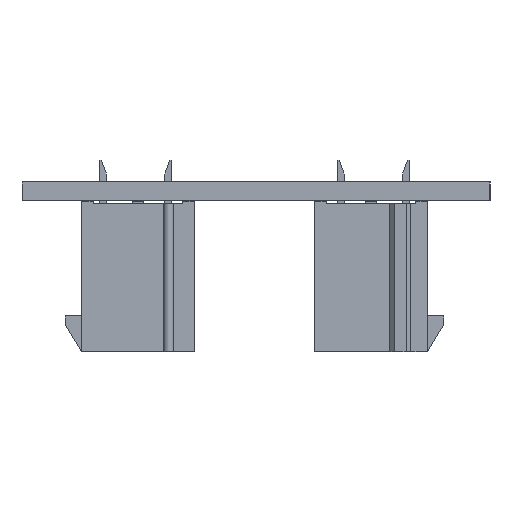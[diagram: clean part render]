
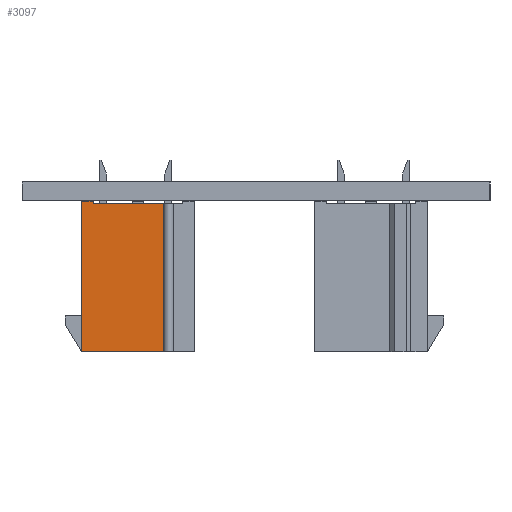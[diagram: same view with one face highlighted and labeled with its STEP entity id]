
A CAD part, left-side view. The second image highlights one B-rep face of the part: STEP entity #3097.
In plain terms, the highlighted face is planar.
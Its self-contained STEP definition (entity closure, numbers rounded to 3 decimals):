
#414 = PLANE('',#415);
#415 = AXIS2_PLACEMENT_3D('',#416,#417,#418);
#416 = CARTESIAN_POINT('',(-4.8,0.,-4.8));
#417 = DIRECTION('',(0.,0.,-1.));
#418 = DIRECTION('',(0.,-1.,0.));
#510 = PLANE('',#511);
#511 = AXIS2_PLACEMENT_3D('',#512,#513,#514);
#512 = CARTESIAN_POINT('',(-4.8,12.8,-4.8));
#513 = DIRECTION('',(0.,1.,0.));
#514 = DIRECTION('',(1.,0.,-0.));
#607 = VERTEX_POINT('',#608);
#608 = CARTESIAN_POINT('',(4.8,12.8,-4.8));
#629 = EDGE_CURVE('',#630,#607,#632,.T.);
#630 = VERTEX_POINT('',#631);
#631 = CARTESIAN_POINT('',(4.8,0.,-4.8));
#632 = SURFACE_CURVE('',#633,(#637,#644),.PCURVE_S1.);
#633 = LINE('',#634,#635);
#634 = CARTESIAN_POINT('',(4.8,0.,-4.8));
#635 = VECTOR('',#636,1.);
#636 = DIRECTION('',(0.,1.,0.));
#637 = PCURVE('',#414,#638);
#638 = DEFINITIONAL_REPRESENTATION('',(#639),#643);
#639 = LINE('',#640,#641);
#640 = CARTESIAN_POINT('',(0.,-9.6));
#641 = VECTOR('',#642,1.);
#642 = DIRECTION('',(-1.,-0.));
#643 = ( GEOMETRIC_REPRESENTATION_CONTEXT(2) 
PARAMETRIC_REPRESENTATION_CONTEXT() REPRESENTATION_CONTEXT('2D SPACE',''
  ) );
#644 = PCURVE('',#645,#650);
#645 = PLANE('',#646);
#646 = AXIS2_PLACEMENT_3D('',#647,#648,#649);
#647 = CARTESIAN_POINT('',(4.8,0.,0.));
#648 = DIRECTION('',(1.,0.,0.));
#649 = DIRECTION('',(0.,1.,-0.));
#650 = DEFINITIONAL_REPRESENTATION('',(#651),#655);
#651 = LINE('',#652,#653);
#652 = CARTESIAN_POINT('',(0.,-4.8));
#653 = VECTOR('',#654,1.);
#654 = DIRECTION('',(1.,0.));
#655 = ( GEOMETRIC_REPRESENTATION_CONTEXT(2) 
PARAMETRIC_REPRESENTATION_CONTEXT() REPRESENTATION_CONTEXT('2D SPACE',''
  ) );
#673 = PLANE('',#674);
#674 = AXIS2_PLACEMENT_3D('',#675,#676,#677);
#675 = CARTESIAN_POINT('',(-4.8,0.,4.8));
#676 = DIRECTION('',(0.,-1.,0.));
#677 = DIRECTION('',(0.,0.,-1.));
#893 = PLANE('',#894);
#894 = AXIS2_PLACEMENT_3D('',#895,#896,#897);
#895 = CARTESIAN_POINT('',(0.8,0.,-3.8));
#896 = DIRECTION('',(0.,0.,-1.));
#897 = DIRECTION('',(0.,-1.,0.));
#2656 = PLANE('',#2657);
#2657 = AXIS2_PLACEMENT_3D('',#2658,#2659,#2660);
#2658 = CARTESIAN_POINT('',(-4.8,0.2,0.));
#2659 = DIRECTION('',(0.,-1.,0.));
#2660 = DIRECTION('',(0.,0.,-1.));
#3097 = ADVANCED_FACE('',(#3098),#645,.T.);
#3098 = FACE_BOUND('',#3099,.T.);
#3099 = EDGE_LOOP('',(#3100,#3125,#3148,#3169,#3170,#3193));
#3100 = ORIENTED_EDGE('',*,*,#3101,.F.);
#3101 = EDGE_CURVE('',#3102,#3104,#3106,.T.);
#3102 = VERTEX_POINT('',#3103);
#3103 = CARTESIAN_POINT('',(4.8,0.2,-3.8));
#3104 = VERTEX_POINT('',#3105);
#3105 = CARTESIAN_POINT('',(4.8,0.2,2.2));
#3106 = SURFACE_CURVE('',#3107,(#3111,#3118),.PCURVE_S1.);
#3107 = LINE('',#3108,#3109);
#3108 = CARTESIAN_POINT('',(4.8,0.2,-3.8)
  );
#3109 = VECTOR('',#3110,1.);
#3110 = DIRECTION('',(0.,0.,1.));
#3111 = PCURVE('',#645,#3112);
#3112 = DEFINITIONAL_REPRESENTATION('',(#3113),#3117);
#3113 = LINE('',#3114,#3115);
#3114 = CARTESIAN_POINT('',(0.2,-3.8));
#3115 = VECTOR('',#3116,1.);
#3116 = DIRECTION('',(0.,1.));
#3117 = ( GEOMETRIC_REPRESENTATION_CONTEXT(2) 
PARAMETRIC_REPRESENTATION_CONTEXT() REPRESENTATION_CONTEXT('2D SPACE',''
  ) );
#3118 = PCURVE('',#2656,#3119);
#3119 = DEFINITIONAL_REPRESENTATION('',(#3120),#3124);
#3120 = LINE('',#3121,#3122);
#3121 = CARTESIAN_POINT('',(3.8,9.6));
#3122 = VECTOR('',#3123,1.);
#3123 = DIRECTION('',(-1.,0.));
#3124 = ( GEOMETRIC_REPRESENTATION_CONTEXT(2) 
PARAMETRIC_REPRESENTATION_CONTEXT() REPRESENTATION_CONTEXT('2D SPACE',''
  ) );
#3125 = ORIENTED_EDGE('',*,*,#3126,.F.);
#3126 = EDGE_CURVE('',#3127,#3102,#3129,.T.);
#3127 = VERTEX_POINT('',#3128);
#3128 = CARTESIAN_POINT('',(4.8,0.,-3.8));
#3129 = SURFACE_CURVE('',#3130,(#3134,#3141),.PCURVE_S1.);
#3130 = LINE('',#3131,#3132);
#3131 = CARTESIAN_POINT('',(4.8,0.,-3.8));
#3132 = VECTOR('',#3133,1.);
#3133 = DIRECTION('',(0.,1.,0.));
#3134 = PCURVE('',#645,#3135);
#3135 = DEFINITIONAL_REPRESENTATION('',(#3136),#3140);
#3136 = LINE('',#3137,#3138);
#3137 = CARTESIAN_POINT('',(0.,-3.8));
#3138 = VECTOR('',#3139,1.);
#3139 = DIRECTION('',(1.,0.));
#3140 = ( GEOMETRIC_REPRESENTATION_CONTEXT(2) 
PARAMETRIC_REPRESENTATION_CONTEXT() REPRESENTATION_CONTEXT('2D SPACE',''
  ) );
#3141 = PCURVE('',#893,#3142);
#3142 = DEFINITIONAL_REPRESENTATION('',(#3143),#3147);
#3143 = LINE('',#3144,#3145);
#3144 = CARTESIAN_POINT('',(0.,-4.));
#3145 = VECTOR('',#3146,1.);
#3146 = DIRECTION('',(-1.,-0.));
#3147 = ( GEOMETRIC_REPRESENTATION_CONTEXT(2) 
PARAMETRIC_REPRESENTATION_CONTEXT() REPRESENTATION_CONTEXT('2D SPACE',''
  ) );
#3148 = ORIENTED_EDGE('',*,*,#3149,.T.);
#3149 = EDGE_CURVE('',#3127,#630,#3150,.T.);
#3150 = SURFACE_CURVE('',#3151,(#3155,#3162),.PCURVE_S1.);
#3151 = LINE('',#3152,#3153);
#3152 = CARTESIAN_POINT('',(4.8,0.,-3.8));
#3153 = VECTOR('',#3154,1.);
#3154 = DIRECTION('',(0.,0.,-1.));
#3155 = PCURVE('',#645,#3156);
#3156 = DEFINITIONAL_REPRESENTATION('',(#3157),#3161);
#3157 = LINE('',#3158,#3159);
#3158 = CARTESIAN_POINT('',(0.,-3.8));
#3159 = VECTOR('',#3160,1.);
#3160 = DIRECTION('',(0.,-1.));
#3161 = ( GEOMETRIC_REPRESENTATION_CONTEXT(2) 
PARAMETRIC_REPRESENTATION_CONTEXT() REPRESENTATION_CONTEXT('2D SPACE',''
  ) );
#3162 = PCURVE('',#673,#3163);
#3163 = DEFINITIONAL_REPRESENTATION('',(#3164),#3168);
#3164 = LINE('',#3165,#3166);
#3165 = CARTESIAN_POINT('',(8.6,9.6));
#3166 = VECTOR('',#3167,1.);
#3167 = DIRECTION('',(1.,0.));
#3168 = ( GEOMETRIC_REPRESENTATION_CONTEXT(2) 
PARAMETRIC_REPRESENTATION_CONTEXT() REPRESENTATION_CONTEXT('2D SPACE',''
  ) );
#3169 = ORIENTED_EDGE('',*,*,#629,.T.);
#3170 = ORIENTED_EDGE('',*,*,#3171,.T.);
#3171 = EDGE_CURVE('',#607,#3172,#3174,.T.);
#3172 = VERTEX_POINT('',#3173);
#3173 = CARTESIAN_POINT('',(4.8,12.8,2.2));
#3174 = SURFACE_CURVE('',#3175,(#3179,#3186),.PCURVE_S1.);
#3175 = LINE('',#3176,#3177);
#3176 = CARTESIAN_POINT('',(4.8,12.8,-4.8)
  );
#3177 = VECTOR('',#3178,1.);
#3178 = DIRECTION('',(0.,0.,1.));
#3179 = PCURVE('',#645,#3180);
#3180 = DEFINITIONAL_REPRESENTATION('',(#3181),#3185);
#3181 = LINE('',#3182,#3183);
#3182 = CARTESIAN_POINT('',(12.8,-4.8));
#3183 = VECTOR('',#3184,1.);
#3184 = DIRECTION('',(0.,1.));
#3185 = ( GEOMETRIC_REPRESENTATION_CONTEXT(2) 
PARAMETRIC_REPRESENTATION_CONTEXT() REPRESENTATION_CONTEXT('2D SPACE',''
  ) );
#3186 = PCURVE('',#510,#3187);
#3187 = DEFINITIONAL_REPRESENTATION('',(#3188),#3192);
#3188 = LINE('',#3189,#3190);
#3189 = CARTESIAN_POINT('',(9.6,0.));
#3190 = VECTOR('',#3191,1.);
#3191 = DIRECTION('',(0.,-1.));
#3192 = ( GEOMETRIC_REPRESENTATION_CONTEXT(2) 
PARAMETRIC_REPRESENTATION_CONTEXT() REPRESENTATION_CONTEXT('2D SPACE',''
  ) );
#3193 = ORIENTED_EDGE('',*,*,#3194,.T.);
#3194 = EDGE_CURVE('',#3172,#3104,#3195,.T.);
#3195 = SURFACE_CURVE('',#3196,(#3200,#3207),.PCURVE_S1.);
#3196 = LINE('',#3197,#3198);
#3197 = CARTESIAN_POINT('',(4.8,12.8,2.2)
  );
#3198 = VECTOR('',#3199,1.);
#3199 = DIRECTION('',(0.,-1.,0.));
#3200 = PCURVE('',#645,#3201);
#3201 = DEFINITIONAL_REPRESENTATION('',(#3202),#3206);
#3202 = LINE('',#3203,#3204);
#3203 = CARTESIAN_POINT('',(12.8,2.2));
#3204 = VECTOR('',#3205,1.);
#3205 = DIRECTION('',(-1.,0.));
#3206 = ( GEOMETRIC_REPRESENTATION_CONTEXT(2) 
PARAMETRIC_REPRESENTATION_CONTEXT() REPRESENTATION_CONTEXT('2D SPACE',''
  ) );
#3207 = PCURVE('',#3208,#3213);
#3208 = CYLINDRICAL_SURFACE('',#3209,0.4);
#3209 = AXIS2_PLACEMENT_3D('',#3210,#3211,#3212);
#3210 = CARTESIAN_POINT('',(4.8,12.8,2.6));
#3211 = DIRECTION('',(-0.,1.,-0.));
#3212 = DIRECTION('',(1.,0.,0.));
#3213 = DEFINITIONAL_REPRESENTATION('',(#3214),#3218);
#3214 = LINE('',#3215,#3216);
#3215 = CARTESIAN_POINT('',(7.854,0.));
#3216 = VECTOR('',#3217,1.);
#3217 = DIRECTION('',(0.,-1.));
#3218 = ( GEOMETRIC_REPRESENTATION_CONTEXT(2) 
PARAMETRIC_REPRESENTATION_CONTEXT() REPRESENTATION_CONTEXT('2D SPACE',''
  ) );
